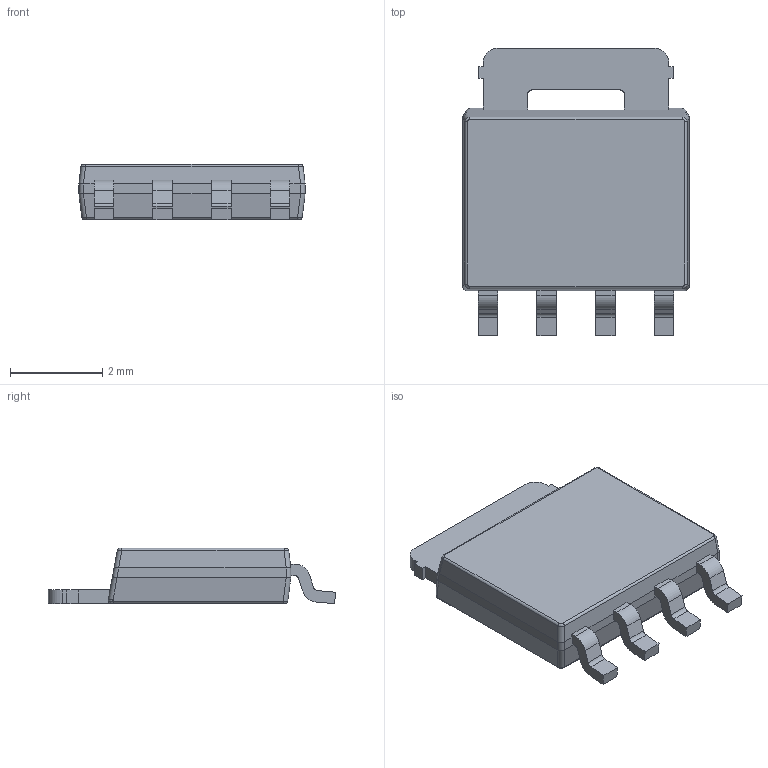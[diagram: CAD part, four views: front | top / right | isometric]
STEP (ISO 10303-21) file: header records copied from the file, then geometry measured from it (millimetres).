
FILE_DESCRIPTION(/* description */ (''),/* implementation_level */ '2;1');
FILE_NAME(/* name */ 'Nexperia SOT669 LFPAK.step',/* time_stamp */ '2020-02-03T14:21:32+00:00',/* author */ (''),/* organization */ (''),/* preprocessor_version */ 'ST-DEVELOPER v18',/* originating_system */ 'Autodesk Translation Framework v8.12.0.6',/* authorisation */ '');
FILE_SCHEMA (('AUTOMOTIVE_DESIGN { 1 0 10303 214 3 1 1 }'));
Length unit declared in the file: millimetre
Products named in the file (1): Nexperia SOT669 LFPAK
Bounding box: 4.9 x 6.22 x 1.2 mm (x, y, z)
Volume: 23.8 mm3; surface area: 74.9 mm2
Topology: 1 solids, 1 shells, 130 faces, 369 edges, 240 vertices
Faces by surface type: plane 73, cylinder 49, bspline 8
Entity records: 4513 total; most frequent: CARTESIAN_POINT 932, ORIENTED_EDGE 738, DIRECTION 725, EDGE_CURVE 369, LINE 259, VECTOR 259, VERTEX_POINT 240, AXIS2_PLACEMENT_3D 233
